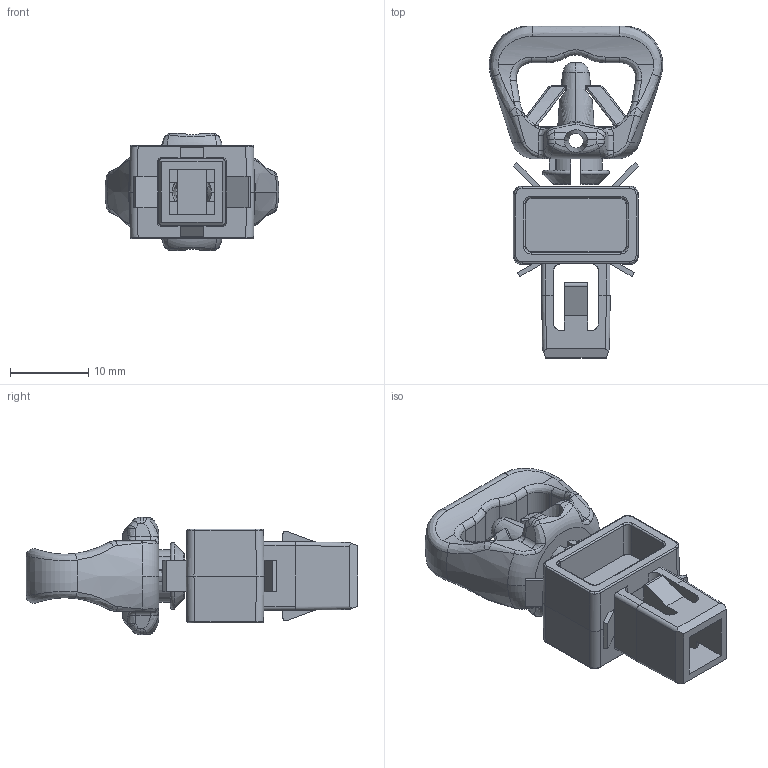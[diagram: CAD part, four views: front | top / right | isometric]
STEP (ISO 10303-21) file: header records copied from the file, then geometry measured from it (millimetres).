
FILE_DESCRIPTION (( 'STEP AP203' ), '1' );
FILE_NAME ('KP01.35 PANO PERDE SACI KﾝLﾝDﾝ.STEP', '2022-04-25T13:51:08', ( '' ), ( '' ), 'SwSTEP 2.0', 'SolidWorks 2021', '' );
FILE_SCHEMA (( 'CONFIG_CONTROL_DESIGN' ));
Length unit declared in the file: millimetre
Products named in the file (1): KP01.35 PANO PERDE SACI KÝLÝDÝ
Bounding box: 22.23 x 42.51 x 15 mm (x, y, z)
Surface area: 3716.2 mm2 (no closed solid volume)
Topology: 0 solids, 4 shells, 439 faces, 1228 edges, 759 vertices
Faces by surface type: bspline 146, plane 126, cylinder 121, torus 21, cone 13, sphere 12
Entity records: 17903 total; most frequent: CARTESIAN_POINT 8261, ORIENTED_EDGE 2282, DIRECTION 1593, EDGE_CURVE 1216, VERTEX_POINT 759, AXIS2_PLACEMENT_3D 568, LINE 457, VECTOR 457
